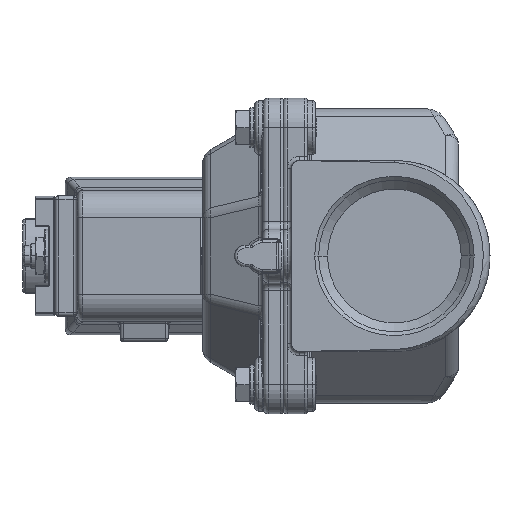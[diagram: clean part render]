
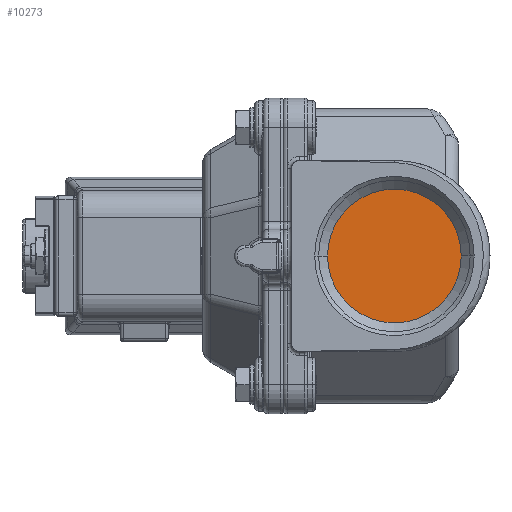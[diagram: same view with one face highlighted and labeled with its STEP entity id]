
A CAD part, left-side view. The second image highlights one B-rep face of the part: STEP entity #10273.
In plain terms, the highlighted planar face has unit normal (1, 0, 0).
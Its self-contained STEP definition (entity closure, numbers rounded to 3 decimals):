
#3153=CARTESIAN_POINT('',(-55.172,-46.,0.));
#3154=DIRECTION('',(1.,0.,0.));
#3155=DIRECTION('',(0.,1.,0.));
#3156=AXIS2_PLACEMENT_3D('',#3153,#3154,#3155);
#3161=CARTESIAN_POINT('',(-55.172,-46.,0.));
#3162=DIRECTION('',(1.,0.,0.));
#3163=DIRECTION('',(0.,-1.,0.));
#3164=AXIS2_PLACEMENT_3D('',#3161,#3162,#3163);
#7425=CARTESIAN_POINT('',(-55.172,-21.,0.));
#7426=VERTEX_POINT('',#7425);
#7427=CARTESIAN_POINT('',(-55.172,-71.,0.));
#7428=VERTEX_POINT('',#7427);
#10264=CARTESIAN_POINT('',(-55.172,-46.,0.));
#10265=DIRECTION('',(1.,0.,0.));
#10266=DIRECTION('',(0.,-1.,0.));
#10267=AXIS2_PLACEMENT_3D('',#10264,#10265,#10266);
#10268=PLANE('',#10267);
#10269=ORIENTED_EDGE('',*,*,#10257,.F.);
#10270=ORIENTED_EDGE('',*,*,#10246,.F.);
#10271=EDGE_LOOP('',(#10269,#10270));
#10272=FACE_OUTER_BOUND('',#10271,.F.);
#10273=ADVANCED_FACE('',(#10272),#10268,.T.);
#3157=CIRCLE('',#3156,25.);
#3165=CIRCLE('',#3164,25.);
#10246=EDGE_CURVE('',#7428,#7426,#3165,.T.);
#10257=EDGE_CURVE('',#7426,#7428,#3157,.T.);
